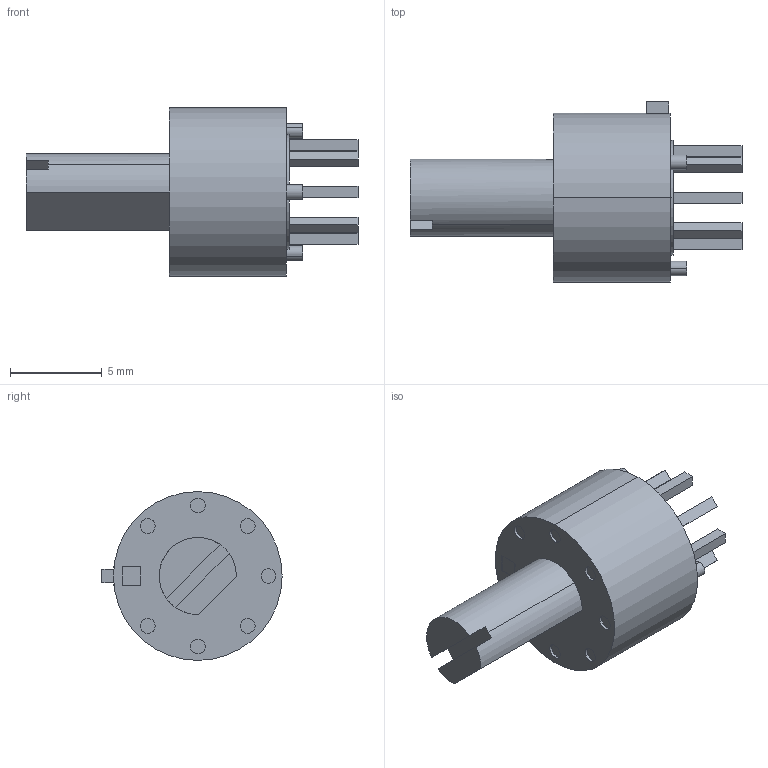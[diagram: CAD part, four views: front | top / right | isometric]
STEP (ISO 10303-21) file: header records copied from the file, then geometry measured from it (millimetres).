
FILE_DESCRIPTION(('STEP AP242'),'1');
FILE_NAME('1758811.stp','2025-05-13T12:43:41',('TraceParts'),('TraceParts S.A.'),'Spatial InterOp 3D',' ',' ');
FILE_SCHEMA(('AP242_MANAGED_MODEL_BASED_3D_ENGINEERING_MIM_LF {1 0 10303 442 1 1 4}'));
Length unit declared in the file: millimetre
Products named in the file (1): 1758811
Bounding box: 18.1 x 9.83 x 9.2 mm (x, y, z)
Volume: 537.3 mm3; surface area: 513.6 mm2
Topology: 1 solids, 1 shells, 96 faces, 216 edges, 144 vertices
Faces by surface type: plane 69, cylinder 27
Entity records: 3464 total; most frequent: DIRECTION 470, CARTESIAN_POINT 457, ORIENTED_EDGE 432, EDGE_CURVE 216, AXIS2_PLACEMENT_3D 157, LINE 156, VECTOR 156, VERTEX_POINT 144
